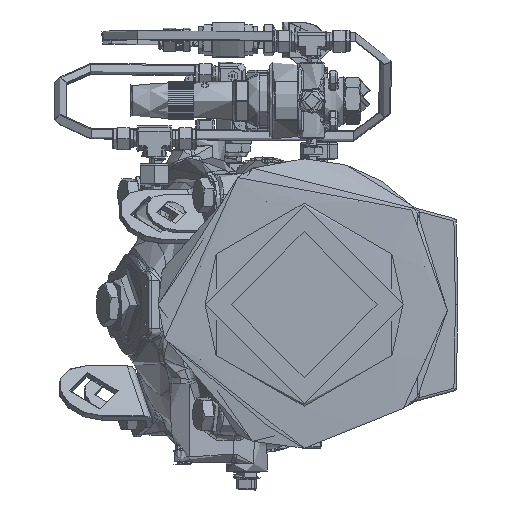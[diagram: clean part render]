
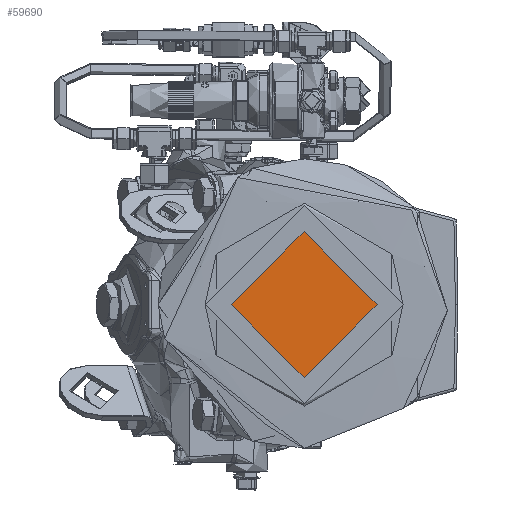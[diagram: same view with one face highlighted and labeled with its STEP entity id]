
A CAD part, left-side view. The second image highlights one B-rep face of the part: STEP entity #59690.
In plain terms, the highlighted planar face has unit normal (-1, 0, 0).
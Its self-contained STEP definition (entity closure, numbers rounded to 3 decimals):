
#5430 = CIRCLE ( 'NONE', #39991, 57.508 ) ;
#38059 = PLANE ( 'NONE',  #177415 ) ;
#39991 = AXIS2_PLACEMENT_3D ( 'NONE', #224290, #123862, #270761 ) ;
#41874 = EDGE_CURVE ( 'NONE', #288862, #288862, #5430, .T. ) ;
#59690 = ADVANCED_FACE ( 'NONE', ( #248019 ), #38059, .T. ) ;
#87291 = ORIENTED_EDGE ( 'NONE', *, *, #41874, .T. ) ;
#93225 = DIRECTION ( 'NONE',  ( -1., 0., 0. ) ) ;
#116365 = DIRECTION ( 'NONE',  ( 0., 0., 1. ) ) ;
#123862 = DIRECTION ( 'NONE',  ( -1., 0., 0. ) ) ;
#177415 = AXIS2_PLACEMENT_3D ( 'NONE', #191372, #93225, #116365 ) ;
#191372 = CARTESIAN_POINT ( 'NONE',  ( -175., 0., 0. ) ) ;
#213923 = CARTESIAN_POINT ( 'NONE',  ( -175., 0., 57.508 ) ) ;
#224290 = CARTESIAN_POINT ( 'NONE',  ( -175., 0., 0. ) ) ;
#248019 = FACE_OUTER_BOUND ( 'NONE', #295368, .T. ) ;
#270761 = DIRECTION ( 'NONE',  ( 0., 0., 1. ) ) ;
#288862 = VERTEX_POINT ( 'NONE', #213923 ) ;
#295368 = EDGE_LOOP ( 'NONE', ( #87291 ) ) ;
